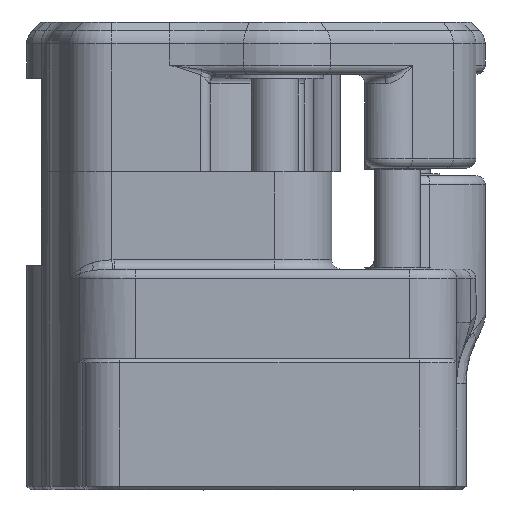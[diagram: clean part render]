
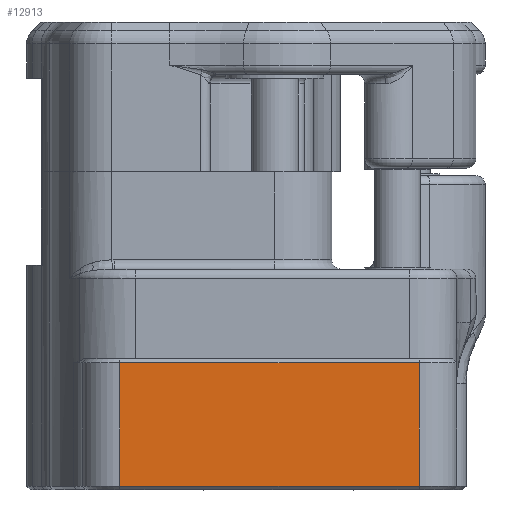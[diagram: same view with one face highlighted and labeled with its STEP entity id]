
A CAD part, left-side view. The second image highlights one B-rep face of the part: STEP entity #12913.
In plain terms, the highlighted planar face has unit normal (-1, 0, 0).
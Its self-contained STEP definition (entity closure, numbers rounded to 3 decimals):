
#846=PLANE('',#14227);
#1464=FACE_OUTER_BOUND('',#2280,.T.);
#2280=EDGE_LOOP('',(#11080,#11081,#11082,#11083));
#3079=LINE('',#21701,#4095);
#3120=LINE('',#22039,#4136);
#3291=LINE('',#22561,#4307);
#3318=LINE('',#22718,#4334);
#4095=VECTOR('',#16779,1000.);
#4136=VECTOR('',#16986,1000.);
#4307=VECTOR('',#17483,1000.);
#4334=VECTOR('',#17554,1000.);
#5933=VERTEX_POINT('',#21695);
#5935=VERTEX_POINT('',#21699);
#5967=VERTEX_POINT('',#21848);
#6032=VERTEX_POINT('',#22036);
#7489=EDGE_CURVE('',#5935,#5933,#3079,.T.);
#7605=EDGE_CURVE('',#6032,#5967,#3120,.T.);
#7847=EDGE_CURVE('',#5933,#6032,#3291,.T.);
#7879=EDGE_CURVE('',#5967,#5935,#3318,.T.);
#11080=ORIENTED_EDGE('',*,*,#7847,.F.);
#11081=ORIENTED_EDGE('',*,*,#7489,.F.);
#11082=ORIENTED_EDGE('',*,*,#7879,.F.);
#11083=ORIENTED_EDGE('',*,*,#7605,.F.);
#12913=ADVANCED_FACE('',(#1464),#846,.T.);
#14227=AXIS2_PLACEMENT_3D('',#22717,#17552,#17553);
#16779=DIRECTION('',(0.,0.,-1.));
#16986=DIRECTION('',(0.,0.,1.));
#17483=DIRECTION('',(0.,1.,0.));
#17552=DIRECTION('center_axis',(-1.,0.,0.));
#17553=DIRECTION('ref_axis',(0.,0.,
1.));
#17554=DIRECTION('',(0.,-1.,0.));
#21695=CARTESIAN_POINT('',(157.,-214.95,44.1));
#21699=CARTESIAN_POINT('',(157.,-214.95,57.3));
#21701=CARTESIAN_POINT('',(157.,-214.95,60.7));
#21848=CARTESIAN_POINT('',(157.,-182.95,57.3));
#22036=CARTESIAN_POINT('',(157.,-182.95,44.1));
#22039=CARTESIAN_POINT('',(157.,-182.95,43.7));
#22561=CARTESIAN_POINT('',(157.,-195.786,44.1));
#22717=CARTESIAN_POINT('Origin',(157.,-178.95,43.7));
#22718=CARTESIAN_POINT('',(157.,-188.95,57.3));
